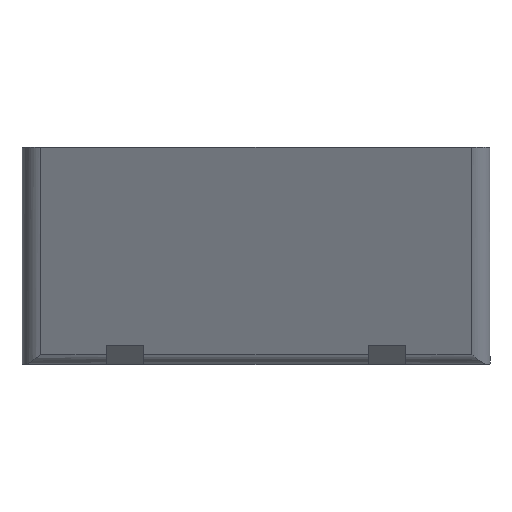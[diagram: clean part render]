
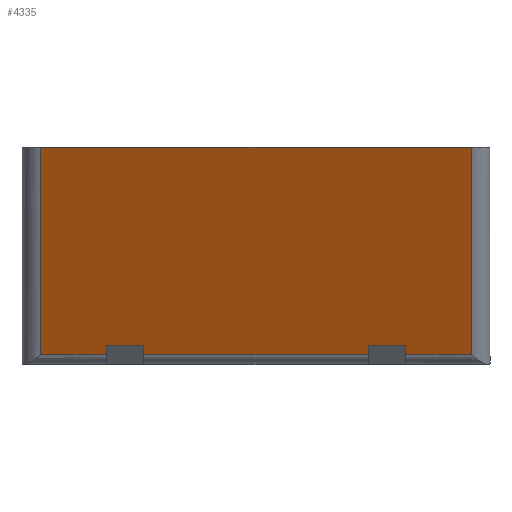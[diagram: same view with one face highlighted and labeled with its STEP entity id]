
A CAD part, top view. The second image highlights one B-rep face of the part: STEP entity #4335.
In plain terms, the highlighted planar face has unit normal (0, -0.459, 0.888).
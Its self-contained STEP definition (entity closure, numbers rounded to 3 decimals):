
#70 = VECTOR ( 'NONE', #1558, 1000. ) ;
#264 = DIRECTION ( 'NONE',  ( 0., 0.888, 0.459 ) ) ;
#327 = VECTOR ( 'NONE', #885, 1000. ) ;
#433 = VECTOR ( 'NONE', #1470, 1000. ) ;
#441 = EDGE_CURVE ( 'NONE', #4735, #5089, #5442, .T. ) ;
#444 = VECTOR ( 'NONE', #3463, 1000. ) ;
#512 = CARTESIAN_POINT ( 'NONE',  ( 23., 23.2, 25.1 ) ) ;
#629 = EDGE_CURVE ( 'NONE', #3742, #4735, #4632, .T. ) ;
#694 = VERTEX_POINT ( 'NONE', #2762 ) ;
#845 = VECTOR ( 'NONE', #3997, 1000. ) ;
#885 = DIRECTION ( 'NONE',  ( -1., 0., 0. ) ) ;
#909 = DIRECTION ( 'NONE',  ( 0., 0.888, 0.459 ) ) ;
#983 = CARTESIAN_POINT ( 'NONE',  ( -12., 1.081, 13.659 ) ) ;
#1058 = ORIENTED_EDGE ( 'NONE', *, *, #4314, .F. ) ;
#1137 = CARTESIAN_POINT ( 'NONE',  ( -51.12, 2., 14.134 ) ) ;
#1156 = VECTOR ( 'NONE', #4673, 1000. ) ;
#1200 = VERTEX_POINT ( 'NONE', #2411 ) ;
#1332 = CARTESIAN_POINT ( 'NONE',  ( 23., 1.081, 13.659 ) ) ;
#1362 = DIRECTION ( 'NONE',  ( 1., 0., 0. ) ) ;
#1443 = CARTESIAN_POINT ( 'NONE',  ( 16., 1.081, 13.659 ) ) ;
#1470 = DIRECTION ( 'NONE',  ( 0., 0.888, 0.459 ) ) ;
#1553 = VERTEX_POINT ( 'NONE', #6087 ) ;
#1558 = DIRECTION ( 'NONE',  ( 1., 0., 0. ) ) ;
#1569 = ORIENTED_EDGE ( 'NONE', *, *, #441, .F. ) ;
#1579 = VERTEX_POINT ( 'NONE', #2693 ) ;
#1613 = DIRECTION ( 'NONE',  ( 0., -0.888, -0.459 ) ) ;
#2080 = CARTESIAN_POINT ( 'NONE',  ( -16., 23.2, 25.1 ) ) ;
#2378 = ORIENTED_EDGE ( 'NONE', *, *, #3421, .T. ) ;
#2411 = CARTESIAN_POINT ( 'NONE',  ( -12., 2., 14.134 ) ) ;
#2606 = CARTESIAN_POINT ( 'NONE',  ( -16., 2., 14.134 ) ) ;
#2685 = ORIENTED_EDGE ( 'NONE', *, *, #5315, .T. ) ;
#2693 = CARTESIAN_POINT ( 'NONE',  ( -16., 1.081, 13.659 ) ) ;
#2735 = VECTOR ( 'NONE', #5440, 1000. ) ;
#2762 = CARTESIAN_POINT ( 'NONE',  ( -23., 23.2, 25.1 ) ) ;
#2809 = EDGE_CURVE ( 'NONE', #4337, #1579, #3026, .T. ) ;
#2950 = CARTESIAN_POINT ( 'NONE',  ( -16., 1.081, 13.659 ) ) ;
#2951 = ORIENTED_EDGE ( 'NONE', *, *, #5453, .F. ) ;
#2998 = VERTEX_POINT ( 'NONE', #1332 ) ;
#3026 = LINE ( 'NONE', #2080, #4949 ) ;
#3044 = DIRECTION ( 'NONE',  ( 0., -0.888, -0.459 ) ) ;
#3113 = CARTESIAN_POINT ( 'NONE',  ( 16., 23.2, 25.1 ) ) ;
#3114 = LINE ( 'NONE', #4928, #5936 ) ;
#3407 = ORIENTED_EDGE ( 'NONE', *, *, #2809, .F. ) ;
#3421 = EDGE_CURVE ( 'NONE', #694, #1553, #4643, .T. ) ;
#3463 = DIRECTION ( 'NONE',  ( 1., 0., 0. ) ) ;
#3481 = CARTESIAN_POINT ( 'NONE',  ( 12., 1.081, 13.659 ) ) ;
#3522 = VERTEX_POINT ( 'NONE', #983 ) ;
#3564 = CARTESIAN_POINT ( 'NONE',  ( -51.12, 23.2, 25.1 ) ) ;
#3589 = CARTESIAN_POINT ( 'NONE',  ( 12., 23.2, 25.1 ) ) ;
#3697 = CARTESIAN_POINT ( 'NONE',  ( 12., 2., 14.134 ) ) ;
#3704 = ORIENTED_EDGE ( 'NONE', *, *, #3973, .T. ) ;
#3742 = VERTEX_POINT ( 'NONE', #5774 ) ;
#3815 = ORIENTED_EDGE ( 'NONE', *, *, #4994, .T. ) ;
#3944 = LINE ( 'NONE', #3113, #5256 ) ;
#3973 = EDGE_CURVE ( 'NONE', #3522, #5089, #5111, .T. ) ;
#3974 = EDGE_CURVE ( 'NONE', #1553, #1579, #4228, .T. ) ;
#3997 = DIRECTION ( 'NONE',  ( 0., -0.888, -0.459 ) ) ;
#4011 = VECTOR ( 'NONE', #1362, 1000. ) ;
#4033 = ORIENTED_EDGE ( 'NONE', *, *, #629, .F. ) ;
#4159 = CARTESIAN_POINT ( 'NONE',  ( 25., 1.081, 13.659 ) ) ;
#4197 = CARTESIAN_POINT ( 'NONE',  ( -23., 0., 13.1 ) ) ;
#4211 = LINE ( 'NONE', #1137, #2735 ) ;
#4228 = LINE ( 'NONE', #2950, #4459 ) ;
#4306 = LINE ( 'NONE', #4159, #4011 ) ;
#4314 = EDGE_CURVE ( 'NONE', #694, #5161, #5791, .T. ) ;
#4335 = ADVANCED_FACE ( 'NONE', ( #5345 ), #4904, .T. ) ;
#4337 = VERTEX_POINT ( 'NONE', #2606 ) ;
#4456 = AXIS2_PLACEMENT_3D ( 'NONE', #3564, #5829, #1613 ) ;
#4459 = VECTOR ( 'NONE', #5830, 1000. ) ;
#4632 = LINE ( 'NONE', #5169, #327 ) ;
#4643 = LINE ( 'NONE', #4197, #1156 ) ;
#4673 = DIRECTION ( 'NONE',  ( 0., -0.888, -0.459 ) ) ;
#4735 = VERTEX_POINT ( 'NONE', #3697 ) ;
#4904 = PLANE ( 'NONE',  #4456 ) ;
#4928 = CARTESIAN_POINT ( 'NONE',  ( 23., 23.2, 25.1 ) ) ;
#4949 = VECTOR ( 'NONE', #3044, 1000. ) ;
#4956 = EDGE_CURVE ( 'NONE', #5500, #3742, #3944, .T. ) ;
#4988 = ORIENTED_EDGE ( 'NONE', *, *, #3974, .T. ) ;
#4994 = EDGE_CURVE ( 'NONE', #5500, #2998, #4306, .T. ) ;
#5089 = VERTEX_POINT ( 'NONE', #6094 ) ;
#5111 = LINE ( 'NONE', #3481, #70 ) ;
#5161 = VERTEX_POINT ( 'NONE', #512 ) ;
#5169 = CARTESIAN_POINT ( 'NONE',  ( -51.12, 2., 14.134 ) ) ;
#5170 = LINE ( 'NONE', #5699, #433 ) ;
#5256 = VECTOR ( 'NONE', #264, 1000. ) ;
#5284 = EDGE_LOOP ( 'NONE', ( #2951, #3704, #1569, #4033, #5576, #3815, #2685, #1058, #2378, #4988, #3407, #5546 ) ) ;
#5315 = EDGE_CURVE ( 'NONE', #2998, #5161, #3114, .T. ) ;
#5345 = FACE_OUTER_BOUND ( 'NONE', #5284, .T. ) ;
#5440 = DIRECTION ( 'NONE',  ( 1., 0., 0. ) ) ;
#5442 = LINE ( 'NONE', #3589, #845 ) ;
#5453 = EDGE_CURVE ( 'NONE', #3522, #1200, #5170, .T. ) ;
#5500 = VERTEX_POINT ( 'NONE', #1443 ) ;
#5546 = ORIENTED_EDGE ( 'NONE', *, *, #5668, .T. ) ;
#5576 = ORIENTED_EDGE ( 'NONE', *, *, #4956, .F. ) ;
#5668 = EDGE_CURVE ( 'NONE', #4337, #1200, #4211, .T. ) ;
#5699 = CARTESIAN_POINT ( 'NONE',  ( -12., 23.2, 25.1 ) ) ;
#5774 = CARTESIAN_POINT ( 'NONE',  ( 16., 2., 14.134 ) ) ;
#5791 = LINE ( 'NONE', #5806, #444 ) ;
#5806 = CARTESIAN_POINT ( 'NONE',  ( -51.12, 23.2, 25.1 ) ) ;
#5829 = DIRECTION ( 'NONE',  ( 0., -0.459, 0.888 ) ) ;
#5830 = DIRECTION ( 'NONE',  ( 1., 0., 0. ) ) ;
#5936 = VECTOR ( 'NONE', #909, 1000. ) ;
#6087 = CARTESIAN_POINT ( 'NONE',  ( -23., 1.081, 13.659 ) ) ;
#6094 = CARTESIAN_POINT ( 'NONE',  ( 12., 1.081, 13.659 ) ) ;
